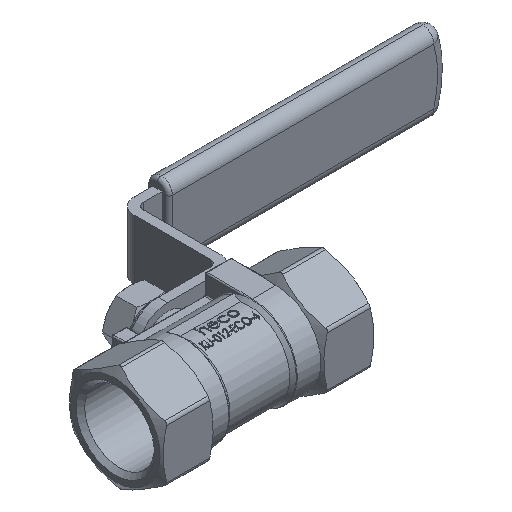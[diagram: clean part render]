
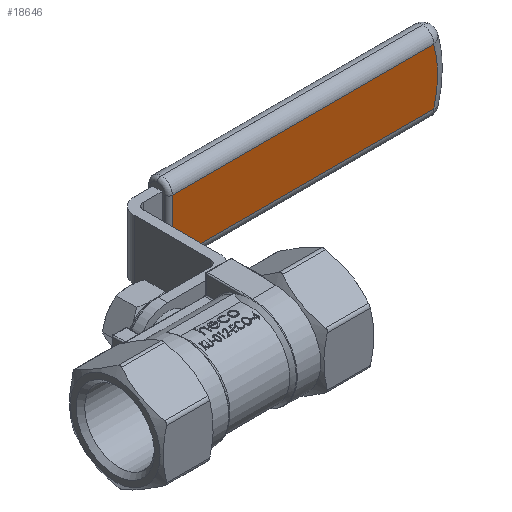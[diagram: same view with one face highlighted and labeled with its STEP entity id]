
A CAD part, isometric view. The second image highlights one B-rep face of the part: STEP entity #18646.
In plain terms, the highlighted planar face has unit normal (0, -1, 0).
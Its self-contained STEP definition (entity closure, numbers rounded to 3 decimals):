
#9512 = PLANE ( 'NONE',  #10352 ) ;
#9527 = FACE_OUTER_BOUND ( 'NONE', #19086, .T. ) ;
#9537 = CARTESIAN_POINT ( 'NONE',  ( 100., 39.25, 10.5 ) ) ;
#9538 = DIRECTION ( 'NONE',  ( 0., 1., 0. ) ) ;
#9539 = DIRECTION ( 'NONE',  ( -1., 0., 0. ) ) ;
#10352 = AXIS2_PLACEMENT_3D ( 'NONE', #9537, #9538, #9539 ) ;
#10642 = VECTOR ( 'NONE', #12751, 1000. ) ;
#10652 = VECTOR ( 'NONE', #12749, 1000. ) ;
#10655 = VECTOR ( 'NONE', #12754, 1000. ) ;
#10656 = CIRCLE ( 'NONE', #10658, 27.001 ) ;
#10658 = AXIS2_PLACEMENT_3D ( 'NONE', #12757, #12758, #12759 ) ;
#12732 = LINE ( 'NONE', #12734, #10652 ) ;
#12734 = CARTESIAN_POINT ( 'NONE',  ( 100., 39.25, 7.501 ) ) ;
#12744 = LINE ( 'NONE', #12750, #10642 ) ;
#12749 = DIRECTION ( 'NONE',  ( -1., 0., 0. ) ) ;
#12750 = CARTESIAN_POINT ( 'NONE',  ( 26.046, 39.25, 10.5 ) ) ;
#12751 = DIRECTION ( 'NONE',  ( 0., 0., -1. ) ) ;
#12752 = LINE ( 'NONE', #12753, #10655 ) ;
#12753 = CARTESIAN_POINT ( 'NONE',  ( 98.102, 39.25, -7.501 ) ) ;
#12754 = DIRECTION ( 'NONE',  ( 1., 0., 0. ) ) ;
#12757 = CARTESIAN_POINT ( 'NONE',  ( 70., 39.25, 0. ) ) ;
#12758 = DIRECTION ( 'NONE',  ( 0., -1., 0. ) ) ;
#12759 = DIRECTION ( 'NONE',  ( -1., 0., 0. ) ) ;
#14163 = CARTESIAN_POINT ( 'NONE',  ( 26.046, 39.25, -7.501 ) ) ;
#14194 = CARTESIAN_POINT ( 'NONE',  ( 95.938, 39.25, 7.501 ) ) ;
#14237 = CARTESIAN_POINT ( 'NONE',  ( 26.046, 39.25, 7.501 ) ) ;
#14327 = CARTESIAN_POINT ( 'NONE',  ( 95.938, 39.25, -7.501 ) ) ;
#15640 = ORIENTED_EDGE ( 'NONE', *, *, #24015, .T. ) ;
#15641 = ORIENTED_EDGE ( 'NONE', *, *, #24016, .T. ) ;
#15649 = ORIENTED_EDGE ( 'NONE', *, *, #24017, .T. ) ;
#15877 = ORIENTED_EDGE ( 'NONE', *, *, #24018, .T. ) ;
#18646 = ADVANCED_FACE ( 'NONE', ( #9527 ), #9512, .F. ) ;
#19086 = EDGE_LOOP ( 'NONE', ( #15640, #15641, #15649, #15877 ) ) ;
#24015 = EDGE_CURVE ( 'NONE', #31178, #31404, #12732, .T. ) ;
#24016 = EDGE_CURVE ( 'NONE', #31404, #31117, #12744, .T. ) ;
#24017 = EDGE_CURVE ( 'NONE', #31117, #31630, #12752, .T. ) ;
#24018 = EDGE_CURVE ( 'NONE', #31630, #31178, #10656, .T. ) ;
#31117 = VERTEX_POINT ( 'NONE', #14163 ) ;
#31178 = VERTEX_POINT ( 'NONE', #14194 ) ;
#31404 = VERTEX_POINT ( 'NONE', #14237 ) ;
#31630 = VERTEX_POINT ( 'NONE', #14327 ) ;
